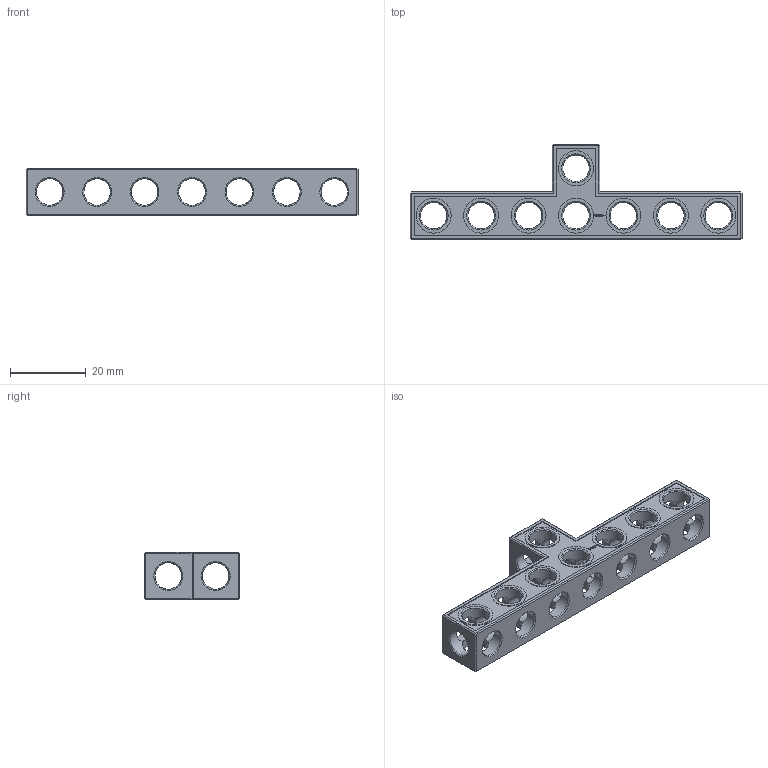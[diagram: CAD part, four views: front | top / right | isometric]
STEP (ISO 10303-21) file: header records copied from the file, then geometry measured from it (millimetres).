
FILE_DESCRIPTION(('FreeCAD Model'),'2;1');
FILE_NAME('Open CASCADE Shape Model','2021-08-09T14:31:32',( 'Paulo Kiefe'),('STEMFIE.org'),'Open CASCADE STEP processor 7.4', 'FreeCAD','Unknown');
FILE_SCHEMA(('AUTOMOTIVE_DESIGN { 1 0 10303 214 1 1 1 1 }'));
Length unit declared in the file: millimetre
Products named in the file (1): Beam_TSH_SYM_ESS_BU07x02x01_-_SPN-BEM-1038_(stemfie.org)
Bounding box: 87.5 x 25 x 12.5 mm (x, y, z)
Volume: 7805 mm3; surface area: 7165.7 mm2
Topology: 1 solids, 1 shells, 650 faces, 1852 edges, 1216 vertices
Faces by surface type: plane 387, extrusion 174, cylinder 53, cone 36
Full cylindrical faces by diameter (mm): 7 x41, 9.2 x8
Entity records: 53540 total; most frequent: CARTESIAN_POINT 13829, DIRECTION 5688, VECTOR 4190, LINE 4016, ORIENTED_EDGE 3704, PCURVE 3704, DEFINITIONAL_REPRESENTATION 3704, EDGE_CURVE 1852
